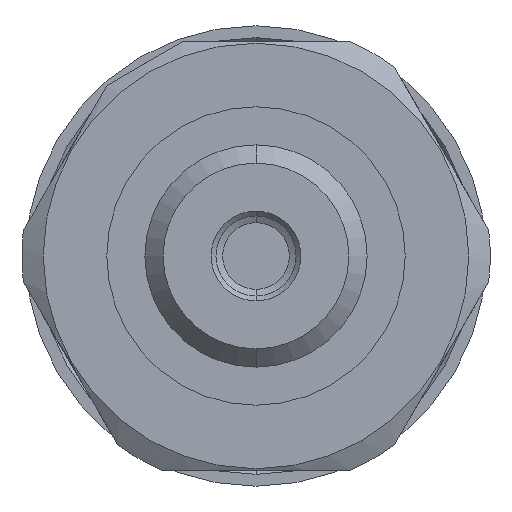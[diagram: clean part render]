
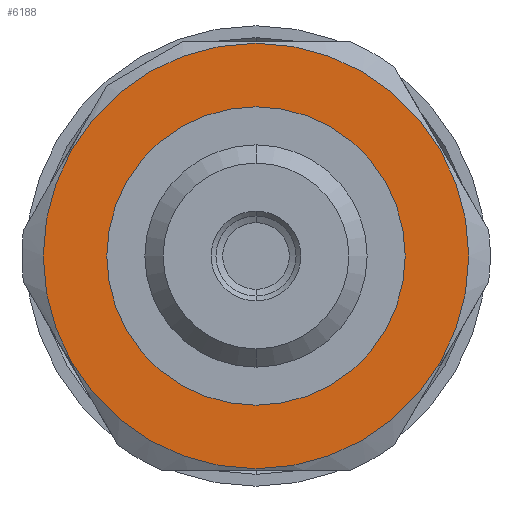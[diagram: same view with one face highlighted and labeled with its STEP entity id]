
A CAD part, front view. The second image highlights one B-rep face of the part: STEP entity #6188.
In plain terms, the highlighted face is planar.
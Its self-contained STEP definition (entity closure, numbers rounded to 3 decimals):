
#218 = EDGE_LOOP ( 'NONE', ( #2029, #1836 ) ) ;
#337 = EDGE_LOOP ( 'NONE', ( #1766, #1736 ) ) ;
#727 = EDGE_CURVE ( 'NONE', #5257, #6241, #7170, .T. ) ;
#894 = DIRECTION ( 'NONE',  ( -1., 0., 0. ) ) ;
#1099 = CARTESIAN_POINT ( 'NONE',  ( 33.5, 0., -9.4 ) ) ;
#1449 = AXIS2_PLACEMENT_3D ( 'NONE', #1876, #1564, #1529 ) ;
#1529 = DIRECTION ( 'NONE',  ( 0., 0., 1. ) ) ;
#1564 = DIRECTION ( 'NONE',  ( -1., 0., 0. ) ) ;
#1587 = PLANE ( 'NONE',  #1449 ) ;
#1736 = ORIENTED_EDGE ( 'NONE', *, *, #4798, .T. ) ;
#1766 = ORIENTED_EDGE ( 'NONE', *, *, #727, .T. ) ;
#1836 = ORIENTED_EDGE ( 'NONE', *, *, #6800, .F. ) ;
#1876 = CARTESIAN_POINT ( 'NONE',  ( 33.5, 13.4, 0. ) ) ;
#2029 = ORIENTED_EDGE ( 'NONE', *, *, #7434, .F. ) ;
#2162 = DIRECTION ( 'NONE',  ( -1., 0., 0. ) ) ;
#2206 = CARTESIAN_POINT ( 'NONE',  ( 33.5, 0., 0. ) ) ;
#2237 = DIRECTION ( 'NONE',  ( 0., 0., 1. ) ) ;
#3372 = CARTESIAN_POINT ( 'NONE',  ( 33.5, 0., -13.4 ) ) ;
#3585 = DIRECTION ( 'NONE',  ( -1., 0., 0. ) ) ;
#3678 = FACE_OUTER_BOUND ( 'NONE', #218, .T. ) ;
#3900 = DIRECTION ( 'NONE',  ( 0., 0., 1. ) ) ;
#3911 = DIRECTION ( 'NONE',  ( -1., 0., 0. ) ) ;
#3929 = CARTESIAN_POINT ( 'NONE',  ( 33.5, 0., 0. ) ) ;
#4037 = VERTEX_POINT ( 'NONE', #6747 ) ;
#4058 = CIRCLE ( 'NONE', #5402, 9.4 ) ;
#4714 = CIRCLE ( 'NONE', #6860, 13.4 ) ;
#4798 = EDGE_CURVE ( 'NONE', #6241, #5257, #4058, .T. ) ;
#5107 = CARTESIAN_POINT ( 'NONE',  ( 33.5, 0., 0. ) ) ;
#5257 = VERTEX_POINT ( 'NONE', #6644 ) ;
#5387 = AXIS2_PLACEMENT_3D ( 'NONE', #7247, #3585, #7701 ) ;
#5402 = AXIS2_PLACEMENT_3D ( 'NONE', #3929, #3911, #3900 ) ;
#5718 = DIRECTION ( 'NONE',  ( 0., 0., 1. ) ) ;
#5754 = VERTEX_POINT ( 'NONE', #3372 ) ;
#6188 = ADVANCED_FACE ( 'NONE', ( #3678, #8041 ), #1587, .F. ) ;
#6238 = AXIS2_PLACEMENT_3D ( 'NONE', #2206, #2162, #2237 ) ;
#6241 = VERTEX_POINT ( 'NONE', #1099 ) ;
#6644 = CARTESIAN_POINT ( 'NONE',  ( 33.5, 0., 9.4 ) ) ;
#6747 = CARTESIAN_POINT ( 'NONE',  ( 33.5, 0., 13.4 ) ) ;
#6800 = EDGE_CURVE ( 'NONE', #5754, #4037, #7756, .T. ) ;
#6860 = AXIS2_PLACEMENT_3D ( 'NONE', #5107, #894, #5718 ) ;
#7170 = CIRCLE ( 'NONE', #6238, 9.4 ) ;
#7247 = CARTESIAN_POINT ( 'NONE',  ( 33.5, 0., 0. ) ) ;
#7434 = EDGE_CURVE ( 'NONE', #4037, #5754, #4714, .T. ) ;
#7701 = DIRECTION ( 'NONE',  ( 0., 0., 1. ) ) ;
#7756 = CIRCLE ( 'NONE', #5387, 13.4 ) ;
#8041 = FACE_BOUND ( 'NONE', #337, .T. ) ;
